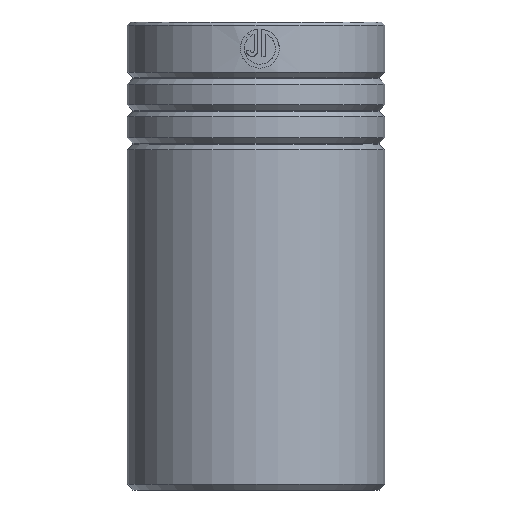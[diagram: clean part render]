
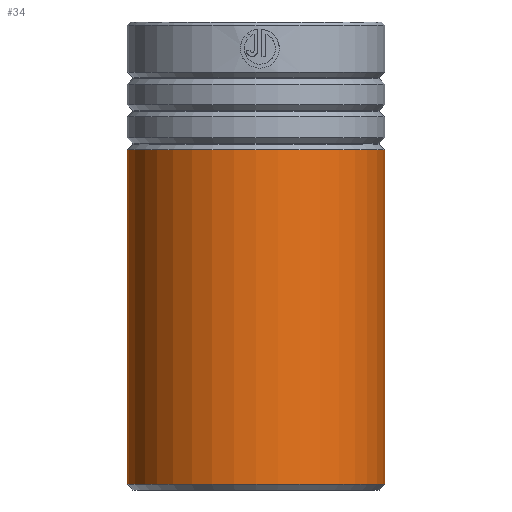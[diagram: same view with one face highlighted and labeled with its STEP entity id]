
A CAD part, front view. The second image highlights one B-rep face of the part: STEP entity #34.
In plain terms, the highlighted cylindrical face has radius 27.5 mm (diameter 55 mm), a partial arc.
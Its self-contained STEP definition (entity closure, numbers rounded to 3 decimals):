
#34 = ADVANCED_FACE ( 'NONE', ( #823 ), #1642, .T. ) ;
#93 = ORIENTED_EDGE ( 'NONE', *, *, #405, .F. ) ;
#208 = DIRECTION ( 'NONE',  ( -1., 0., 0. ) ) ;
#276 = CARTESIAN_POINT ( 'NONE',  ( 27.5, 0., 72.717 ) ) ;
#323 = EDGE_CURVE ( 'NONE', #858, #1141, #1859, .T. ) ;
#357 = CARTESIAN_POINT ( 'NONE',  ( -27.5, 0., 72.717 ) ) ;
#405 = EDGE_CURVE ( 'NONE', #858, #519, #2370, .T. ) ;
#453 = ORIENTED_EDGE ( 'NONE', *, *, #323, .T. ) ;
#458 = CARTESIAN_POINT ( 'NONE',  ( -27.5, 0., 100. ) ) ;
#519 = VERTEX_POINT ( 'NONE', #2004 ) ;
#521 = CARTESIAN_POINT ( 'NONE',  ( 27.5, 0., 100. ) ) ;
#607 = CARTESIAN_POINT ( 'NONE',  ( 0., 0., 100. ) ) ;
#716 = EDGE_LOOP ( 'NONE', ( #93, #453, #1714, #1122 ) ) ;
#752 = VECTOR ( 'NONE', #2305, 1000. ) ;
#753 = VECTOR ( 'NONE', #2384, 1000. ) ;
#823 = FACE_OUTER_BOUND ( 'NONE', #716, .T. ) ;
#827 = AXIS2_PLACEMENT_3D ( 'NONE', #607, #2468, #208 ) ;
#829 = AXIS2_PLACEMENT_3D ( 'NONE', #2495, #2524, #1101 ) ;
#858 = VERTEX_POINT ( 'NONE', #276 ) ;
#1088 = AXIS2_PLACEMENT_3D ( 'NONE', #2146, #1499, #1110 ) ;
#1101 = DIRECTION ( 'NONE',  ( 1., 0., 0. ) ) ;
#1110 = DIRECTION ( 'NONE',  ( -1., 0., 0. ) ) ;
#1122 = ORIENTED_EDGE ( 'NONE', *, *, #2217, .T. ) ;
#1141 = VERTEX_POINT ( 'NONE', #357 ) ;
#1499 = DIRECTION ( 'NONE',  ( 0., 0., -1. ) ) ;
#1515 = VERTEX_POINT ( 'NONE', #2620 ) ;
#1642 = CYLINDRICAL_SURFACE ( 'NONE', #827, 27.5 ) ;
#1714 = ORIENTED_EDGE ( 'NONE', *, *, #2487, .T. ) ;
#1859 = CIRCLE ( 'NONE', #1088, 27.5 ) ;
#2004 = CARTESIAN_POINT ( 'NONE',  ( 27.5, 0., 1.2 ) ) ;
#2146 = CARTESIAN_POINT ( 'NONE',  ( 0., 0., 72.717 ) ) ;
#2217 = EDGE_CURVE ( 'NONE', #1515, #519, #2290, .T. ) ;
#2290 = CIRCLE ( 'NONE', #829, 27.5 ) ;
#2305 = DIRECTION ( 'NONE',  ( 0., 0., -1. ) ) ;
#2320 = LINE ( 'NONE', #458, #752 ) ;
#2370 = LINE ( 'NONE', #521, #753 ) ;
#2384 = DIRECTION ( 'NONE',  ( 0., 0., -1. ) ) ;
#2468 = DIRECTION ( 'NONE',  ( 0., 0., -1. ) ) ;
#2487 = EDGE_CURVE ( 'NONE', #1141, #1515, #2320, .T. ) ;
#2495 = CARTESIAN_POINT ( 'NONE',  ( 0., 0., 1.2 ) ) ;
#2524 = DIRECTION ( 'NONE',  ( 0., 0., 1. ) ) ;
#2620 = CARTESIAN_POINT ( 'NONE',  ( -27.5, 0., 1.2 ) ) ;
